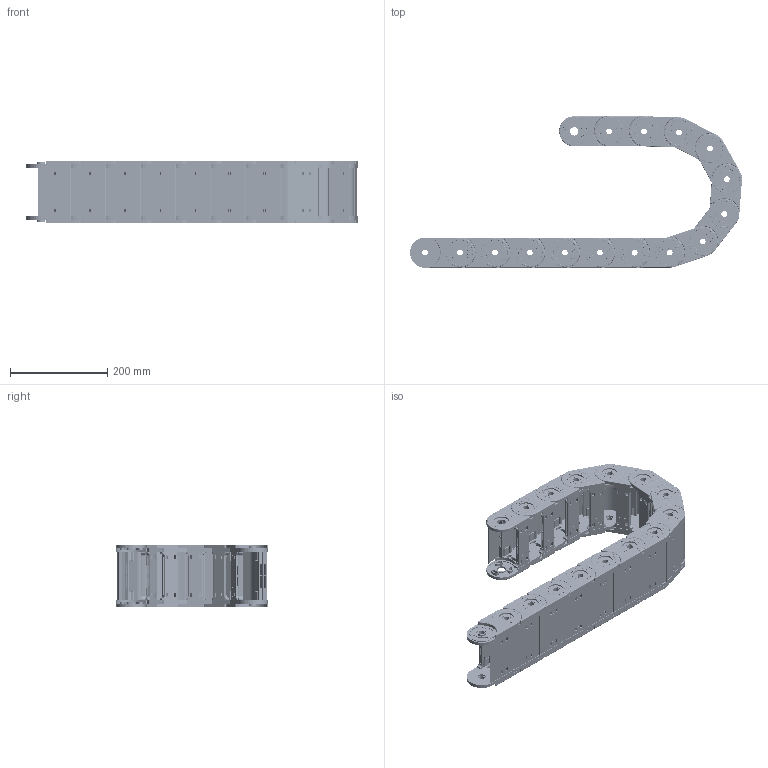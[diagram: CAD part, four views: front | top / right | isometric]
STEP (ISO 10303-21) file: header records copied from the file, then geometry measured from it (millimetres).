
FILE_DESCRIPTION (( 'STEP AP214' ), '1' );
FILE_NAME ('CK40-Y100-R125.STEP', '2019-09-06T15:02:18', ( '' ), ( '' ), 'SwSTEP 2.0', 'SolidWorks 2017', '' );
FILE_SCHEMA (( 'AUTOMOTIVE_DESIGN' ));
Length unit declared in the file: millimetre
Products named in the file (2): CK40-Y100; CK40-Y100-R125
Assembly tree (15 placements, depth 2):
  CK40-Y100-R125
    CK40-Y100  x15
Bounding box: 684.14 x 312 x 128.4 mm (x, y, z)
Volume: 2335571.2 mm3; surface area: 1431848.4 mm2
Topology: 60 solids, 150 shells, 13545 faces, 34980 edges, 22800 vertices
Faces by surface type: plane 5805, cylinder 4740, bspline 1440, torus 1380, sphere 180
Entity records: 33297 total; most frequent: CARTESIAN_POINT 10921, ORIENTED_EDGE 4652, DIRECTION 4640, EDGE_CURVE 2326, AXIS2_PLACEMENT_3D 1683, VERTEX_POINT 1520, LINE 1274, VECTOR 1274
